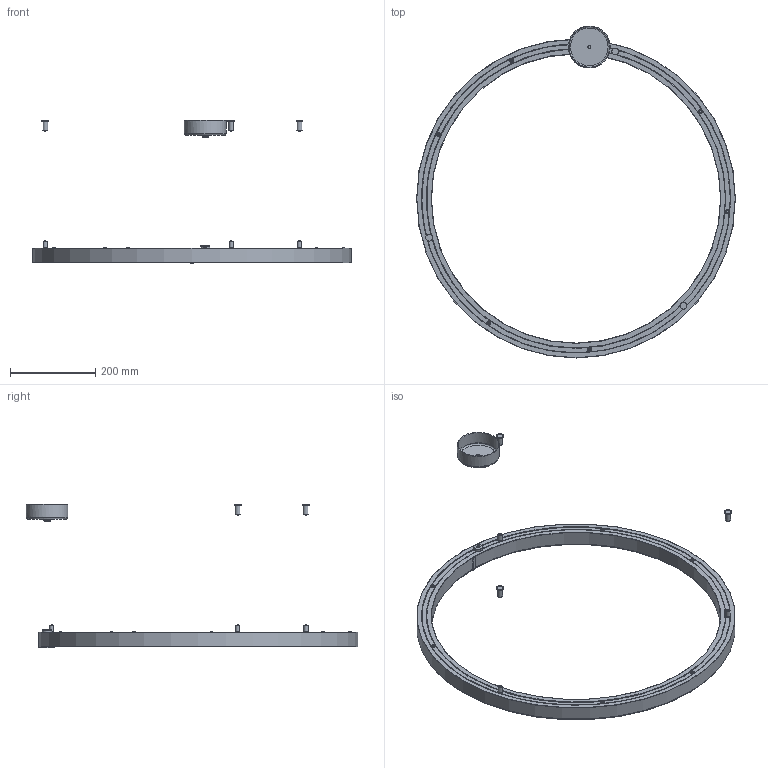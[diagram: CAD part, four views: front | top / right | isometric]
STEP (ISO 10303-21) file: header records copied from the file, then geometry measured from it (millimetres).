
FILE_DESCRIPTION(/* description */ ('This is a sample STEP configuration'),/* implementation_level */ '2;1');
FILE_NAME(/* name */ '675-201xxxxxxxxx SIMPLE.ipt_Rev_01.4.stp',/* time_stamp */ '2023-04-26T13:10:10+02:00',/* author */ ('powerJobs'),/* organization */ ('coolOrange'),/* preprocessor_version */ 'ST-DEVELOPER v19.2',/* originating_system */ 'Autodesk Inventor 2023',/* authorisation */ '');
FILE_SCHEMA (('AUTOMOTIVE_DESIGN { 1 0 10303 214 3 1 1 }'));
Length unit declared in the file: millimetre
Products named in the file (1): ENG000017685
Bounding box: 750 x 780.38 x 336.5 mm (x, y, z)
Volume: 2683036.1 mm3; surface area: 365084.4 mm2
Topology: 5 solids, 8 shells, 154 faces, 289 edges, 182 vertices
Faces by surface type: plane 69, cylinder 49, cone 22, torus 14
Full cylindrical faces by diameter (mm): 1 x6, 3 x6, 4.5 x9, 7 x2, 10 x3, 12 x3, 15 x1, 16 x3, 22 x1, 95.5 x1, 98.5 x1, 682.4 x1, 704 x1, 726 x1, 747.6 x1
Entity records: 3979 total; most frequent: DIRECTION 769, CARTESIAN_POINT 655, ORIENTED_EDGE 580, AXIS2_PLACEMENT_3D 332, EDGE_CURVE 290, EDGE_LOOP 197, VERTEX_POINT 181, CIRCLE 177
